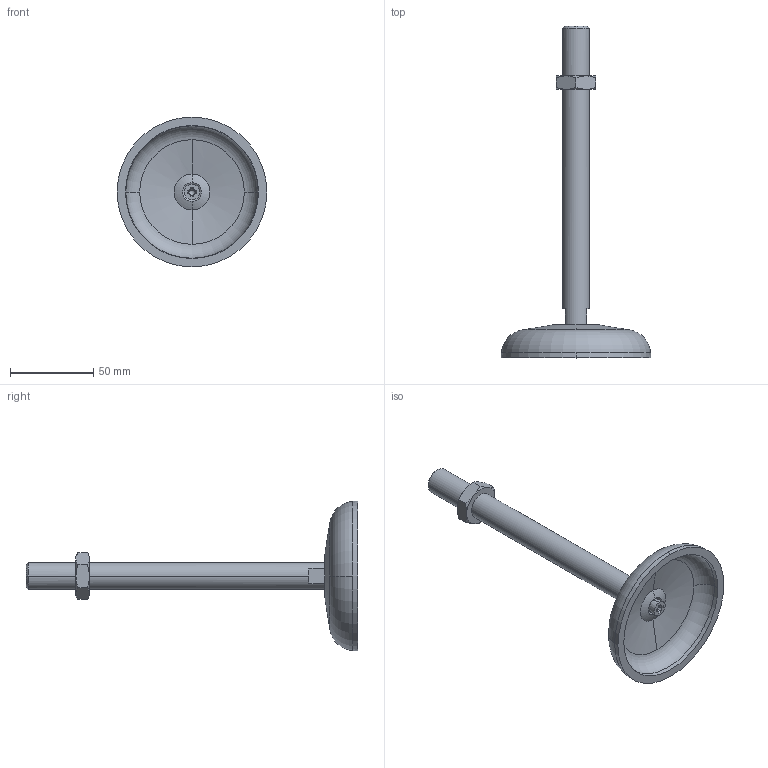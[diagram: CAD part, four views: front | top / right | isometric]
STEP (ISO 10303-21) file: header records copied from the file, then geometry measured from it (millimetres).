
FILE_DESCRIPTION (( 'STEP AP203' ), '1' );
FILE_NAME ('413527186_c_1.STEP', '2023-02-25T04:50:38', ( '' ), ( '' ), 'SwSTEP 2.0', 'SolidWorks 2014', '' );
FILE_SCHEMA (( 'CONFIG_CONTROL_DESIGN' ));
Length unit declared in the file: millimetre
Products named in the file (1): 413527186_c_1
Bounding box: 90 x 199.5 x 90 mm (x, y, z)
Volume: 79141.1 mm3; surface area: 28843.4 mm2
Topology: 3 solids, 3 shells, 84 faces, 203 edges, 124 vertices
Faces by surface type: cone 35, plane 27, torus 12, cylinder 8, sphere 2
Entity records: 2596 total; most frequent: CARTESIAN_POINT 563, DIRECTION 435, ORIENTED_EDGE 400, EDGE_CURVE 200, AXIS2_PLACEMENT_3D 182, VERTEX_POINT 122, CIRCLE 97, EDGE_LOOP 88
